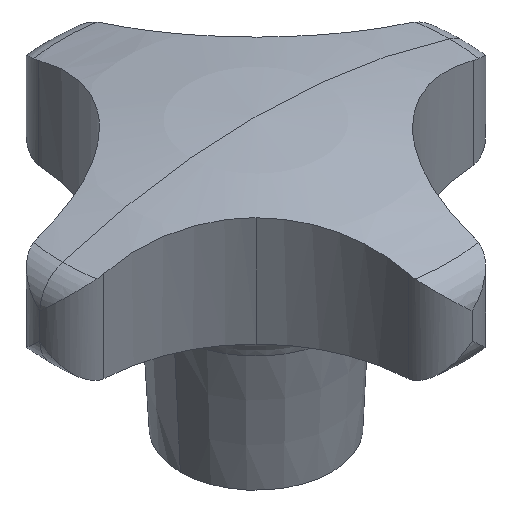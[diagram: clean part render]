
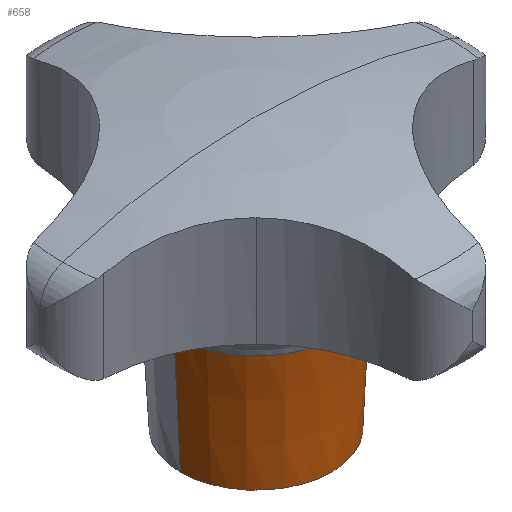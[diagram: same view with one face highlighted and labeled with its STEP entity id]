
A CAD part, isometric view. The second image highlights one B-rep face of the part: STEP entity #658.
In plain terms, the highlighted conical face has half-angle 3 degrees and reference radius 7.292 mm.
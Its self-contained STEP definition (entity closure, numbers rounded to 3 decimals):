
#296=VERTEX_POINT('',#787);
#422=EDGE_CURVE('',#722,#296,#928,.T.);
#482=VERTEX_POINT('',#993);
#512=EDGE_CURVE('',#296,#524,#1025,.T.);
#524=VERTEX_POINT('',#1038);
#544=EDGE_CURVE('',#524,#482,#1060,.T.);
#648=EDGE_CURVE('',#722,#482,#1171,.T.);
#658=ADVANCED_FACE('',(#1181),#1182,.T.);
#722=VERTEX_POINT('',#1254);
#787=CARTESIAN_POINT('',(7.,0.,0.));
#928=LINE('',#1699,#1700);
#993=CARTESIAN_POINT('',(-7.585,0.,11.157));
#1025=CIRCLE('',#1927,7.);
#1038=CARTESIAN_POINT('',(-7.0,0.,0.));
#1060=LINE('',#2003,#2004);
#1171=CIRCLE('',#2266,7.585);
#1181=FACE_OUTER_BOUND('',#2278,.T.);
#1182=CONICAL_SURFACE('',#2279,7.292,0.052);
#1254=CARTESIAN_POINT('',(7.585,0.,11.157));
#1699=CARTESIAN_POINT('',(7.292,0.,5.579));
#1700=VECTOR('',#2749,1.0);
#1927=AXIS2_PLACEMENT_3D('',#2841,#2842,#2843);
#2003=CARTESIAN_POINT('',(-7.292,0.,5.579));
#2004=VECTOR('',#2879,1.0);
#2266=AXIS2_PLACEMENT_3D('',#2970,#2971,#2972);
#2278=EDGE_LOOP('',(#2975,#2976,#2977,#2978));
#2279=AXIS2_PLACEMENT_3D('',#2979,#2980,#2981);
#2749=DIRECTION('',(-0.052,0.,-0.999));
#2841=CARTESIAN_POINT('',(0.,0.,0.));
#2842=DIRECTION('',(0.0,0.0,-1.0));
#2843=DIRECTION('',(1.0,0.,0.0));
#2879=DIRECTION('',(-0.052,0.,0.999));
#2970=CARTESIAN_POINT('',(0.,0.,11.157));
#2971=DIRECTION('',(0.0,0.0,-1.0));
#2972=DIRECTION('',(1.0,0.,0.0));
#2975=ORIENTED_EDGE('',*,*,#422,.F.);
#2976=ORIENTED_EDGE('',*,*,#648,.T.);
#2977=ORIENTED_EDGE('',*,*,#544,.F.);
#2978=ORIENTED_EDGE('',*,*,#512,.F.);
#2979=CARTESIAN_POINT('',(0.,0.,5.579));
#2980=DIRECTION('',(-0.0,-0.0,1.0));
#2981=DIRECTION('',(1.0,0.,0.0));
